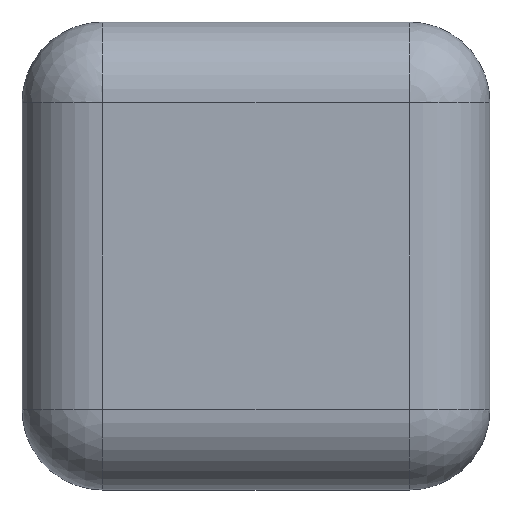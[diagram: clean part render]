
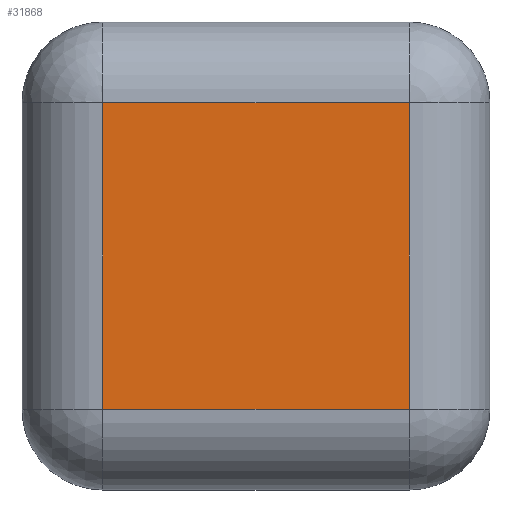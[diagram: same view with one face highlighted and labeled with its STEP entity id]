
A CAD part, front view. The second image highlights one B-rep face of the part: STEP entity #31868.
In plain terms, the highlighted planar face has unit normal (0, -1, 0).
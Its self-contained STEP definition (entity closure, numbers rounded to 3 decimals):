
#929 = VECTOR ( 'NONE', #34124, 1000. ) ;
#1507 = ORIENTED_EDGE ( 'NONE', *, *, #9114, .T. ) ;
#4256 = DIRECTION ( 'NONE',  ( 0., 0., 1. ) ) ;
#4399 = DIRECTION ( 'NONE',  ( 0., 0., 1. ) ) ;
#5765 = ORIENTED_EDGE ( 'NONE', *, *, #35124, .T. ) ;
#6077 = CARTESIAN_POINT ( 'NONE',  ( -231.929, -200.247, 151.929 ) ) ;
#6686 = LINE ( 'NONE', #6077, #929 ) ;
#7775 = CARTESIAN_POINT ( 'NONE',  ( 231.929, -200.247, -151.929 ) ) ;
#8054 = VECTOR ( 'NONE', #20375, 1000. ) ;
#9114 = EDGE_CURVE ( 'NONE', #12702, #13959, #39908, .T. ) ;
#9798 = VECTOR ( 'NONE', #14585, 1000. ) ;
#10049 = CARTESIAN_POINT ( 'NONE',  ( 151.929, -200.247, 151.929 ) ) ;
#10191 = CARTESIAN_POINT ( 'NONE',  ( 151.929, -200.247, 231.929 ) ) ;
#12702 = VERTEX_POINT ( 'NONE', #39438 ) ;
#13529 = LINE ( 'NONE', #10191, #18901 ) ;
#13545 = CARTESIAN_POINT ( 'NONE',  ( 0., -200.247, 0. ) ) ;
#13959 = VERTEX_POINT ( 'NONE', #17487 ) ;
#13973 = CARTESIAN_POINT ( 'NONE',  ( -151.929, -200.247, -231.929 ) ) ;
#13991 = AXIS2_PLACEMENT_3D ( 'NONE', #13545, #16640, #4256 ) ;
#14585 = DIRECTION ( 'NONE',  ( 0., 0., -1. ) ) ;
#16043 = EDGE_LOOP ( 'NONE', ( #19395, #5765, #1507, #29132 ) ) ;
#16640 = DIRECTION ( 'NONE',  ( 0., 1., 0. ) ) ;
#17487 = CARTESIAN_POINT ( 'NONE',  ( -151.929, -200.247, -151.929 ) ) ;
#18901 = VECTOR ( 'NONE', #4399, 1000. ) ;
#19395 = ORIENTED_EDGE ( 'NONE', *, *, #39797, .T. ) ;
#20375 = DIRECTION ( 'NONE',  ( 1., 0., 0. ) ) ;
#26135 = FACE_OUTER_BOUND ( 'NONE', #16043, .T. ) ;
#28871 = VERTEX_POINT ( 'NONE', #31220 ) ;
#29132 = ORIENTED_EDGE ( 'NONE', *, *, #32045, .T. ) ;
#31220 = CARTESIAN_POINT ( 'NONE',  ( 151.929, -200.247, -151.929 ) ) ;
#31868 = ADVANCED_FACE ( 'NONE', ( #26135 ), #32308, .F. ) ;
#32045 = EDGE_CURVE ( 'NONE', #13959, #28871, #36222, .T. ) ;
#32308 = PLANE ( 'NONE',  #13991 ) ;
#34124 = DIRECTION ( 'NONE',  ( -1., 0., 0. ) ) ;
#35124 = EDGE_CURVE ( 'NONE', #38981, #12702, #6686, .T. ) ;
#36222 = LINE ( 'NONE', #7775, #8054 ) ;
#38981 = VERTEX_POINT ( 'NONE', #10049 ) ;
#39438 = CARTESIAN_POINT ( 'NONE',  ( -151.929, -200.247, 151.929 ) ) ;
#39797 = EDGE_CURVE ( 'NONE', #28871, #38981, #13529, .T. ) ;
#39908 = LINE ( 'NONE', #13973, #9798 ) ;
